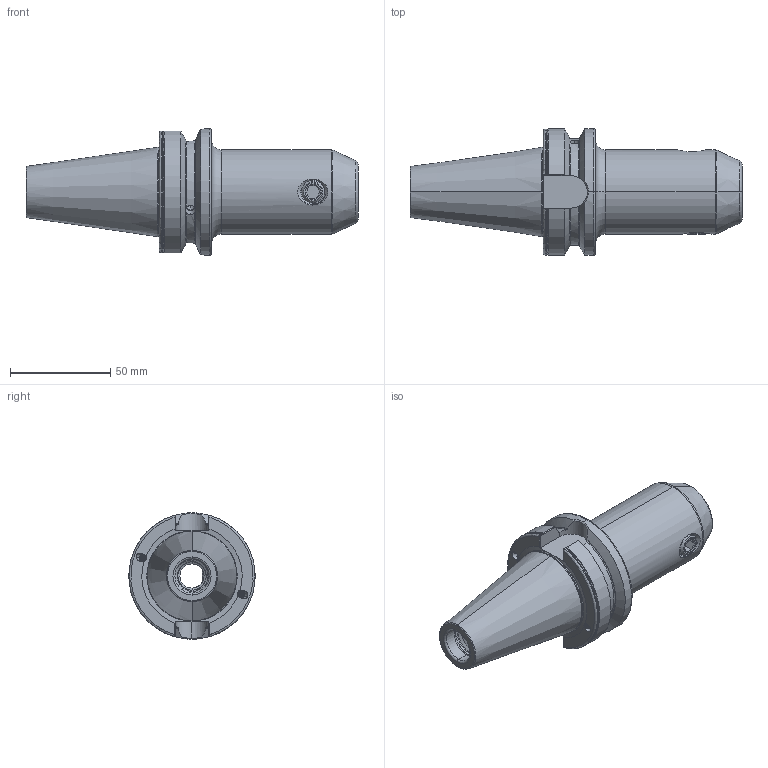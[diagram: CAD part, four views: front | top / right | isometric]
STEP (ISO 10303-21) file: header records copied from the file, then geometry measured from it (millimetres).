
FILE_DESCRIPTION (( 'STEP AP203' ), '1' );
FILE_NAME ('DC.406.04.12.1.STEP', '2017-10-18T02:25:09', ( '' ), ( '' ), 'SwSTEP 2.0', 'SolidWorks 2012', '' );
FILE_SCHEMA (( 'CONFIG_CONTROL_DESIGN' ));
Length unit declared in the file: millimetre
Products named in the file (3): DC.406.04.12.1; 側固12_M12x1.75_16L
Assembly tree (2 placements, depth 2):
  DC.406.04.12.1
    DC.406.04.12.1
    側固12_M12x1.75_16L
Bounding box: 165.4 x 63 x 63 mm (x, y, z)
Volume: 205814.3 mm3; surface area: 37953.5 mm2
Topology: 2 solids, 2 shells, 262 faces, 713 edges, 456 vertices
Faces by surface type: cylinder 119, plane 41, torus 40, cone 36, bspline 24, sphere 2
Entity records: 21314 total; most frequent: CARTESIAN_POINT 15244, ORIENTED_EDGE 1422, DIRECTION 990, EDGE_CURVE 711, VERTEX_POINT 456, AXIS2_PLACEMENT_3D 399, EDGE_LOOP 277, ADVANCED_FACE 262
